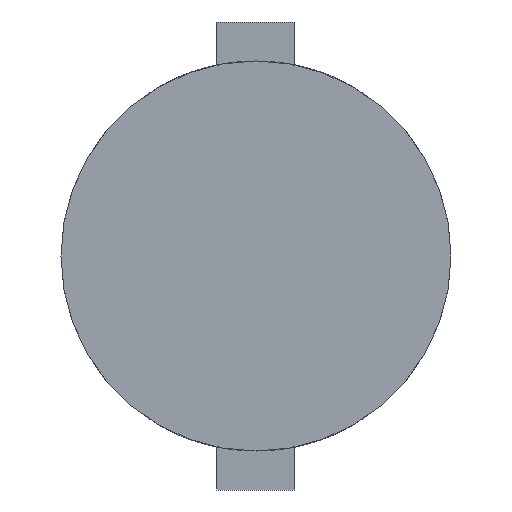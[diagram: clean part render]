
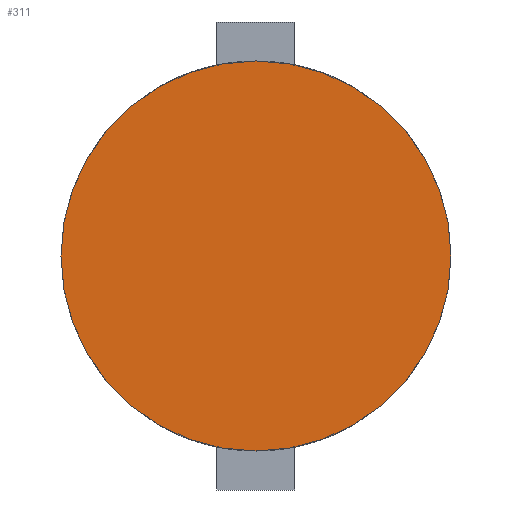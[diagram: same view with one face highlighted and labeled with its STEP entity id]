
A CAD part, front view. The second image highlights one B-rep face of the part: STEP entity #311.
In plain terms, the highlighted planar face has unit normal (0, -1, 0).
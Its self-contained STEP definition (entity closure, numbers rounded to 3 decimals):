
#10 = AXIS2_PLACEMENT_3D ( 'NONE', #712, #718, #121 ) ;
#46 = CARTESIAN_POINT ( 'NONE',  ( 0., 0., 0. ) ) ;
#77 = AXIS2_PLACEMENT_3D ( 'NONE', #737, #341, #138 ) ;
#84 = EDGE_CURVE ( 'NONE', #810, #202, #637, .T. ) ;
#112 = DIRECTION ( 'NONE',  ( 0., 0., 1. ) ) ;
#121 = DIRECTION ( 'NONE',  ( 0., 0., 1. ) ) ;
#138 = DIRECTION ( 'NONE',  ( 0., 0., 1. ) ) ;
#166 = CARTESIAN_POINT ( 'NONE',  ( 0., 0., 7.5 ) ) ;
#202 = VERTEX_POINT ( 'NONE', #166 ) ;
#218 = CARTESIAN_POINT ( 'NONE',  ( 0., 0., -7.5 ) ) ;
#258 = EDGE_CURVE ( 'NONE', #202, #810, #423, .T. ) ;
#302 = DIRECTION ( 'NONE',  ( 0., 1., 0. ) ) ;
#311 = ADVANCED_FACE ( 'NONE', ( #748 ), #752, .F. ) ;
#341 = DIRECTION ( 'NONE',  ( 0., 1., 0. ) ) ;
#363 = ORIENTED_EDGE ( 'NONE', *, *, #84, .F. ) ;
#423 = CIRCLE ( 'NONE', #576, 7.5 ) ;
#459 = ORIENTED_EDGE ( 'NONE', *, *, #258, .F. ) ;
#576 = AXIS2_PLACEMENT_3D ( 'NONE', #46, #302, #112 ) ;
#587 = EDGE_LOOP ( 'NONE', ( #363, #459 ) ) ;
#637 = CIRCLE ( 'NONE', #10, 7.5 ) ;
#712 = CARTESIAN_POINT ( 'NONE',  ( 0., 0., 0. ) ) ;
#718 = DIRECTION ( 'NONE',  ( 0., 1., 0. ) ) ;
#737 = CARTESIAN_POINT ( 'NONE',  ( 0., 0., 0. ) ) ;
#748 = FACE_OUTER_BOUND ( 'NONE', #587, .T. ) ;
#752 = PLANE ( 'NONE',  #77 ) ;
#810 = VERTEX_POINT ( 'NONE', #218 ) ;
